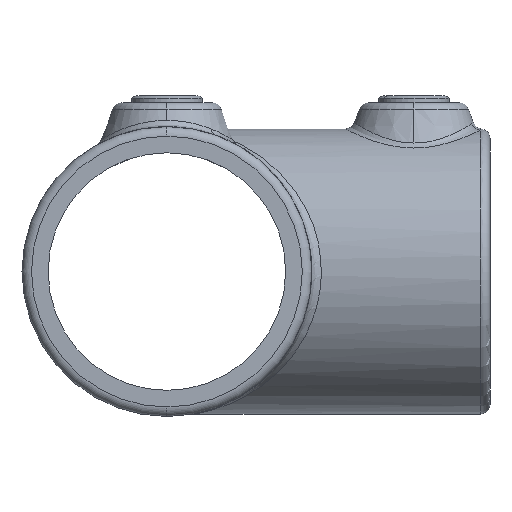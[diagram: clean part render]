
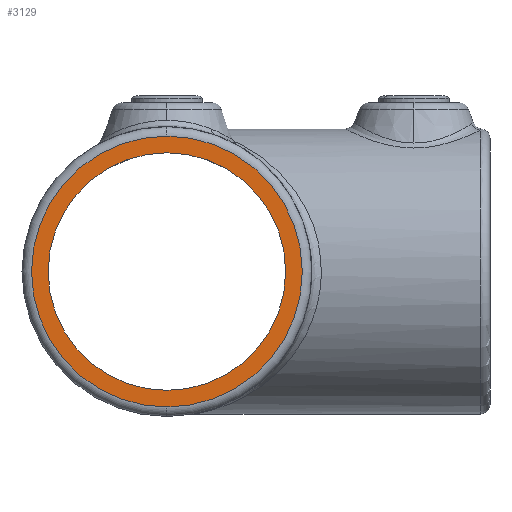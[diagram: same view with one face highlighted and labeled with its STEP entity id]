
A CAD part, left-side view. The second image highlights one B-rep face of the part: STEP entity #3129.
In plain terms, the highlighted planar face has unit normal (-1, 0, 0).
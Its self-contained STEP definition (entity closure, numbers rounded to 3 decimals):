
#224 = EDGE_CURVE ( 'NONE', #1524, #4141, #2830, .T. ) ;
#284 = ORIENTED_EDGE ( 'NONE', *, *, #1753, .T. ) ;
#361 = CARTESIAN_POINT ( 'NONE',  ( -69., 0., 0. ) ) ;
#411 = VERTEX_POINT ( 'NONE', #2250 ) ;
#503 = DIRECTION ( 'NONE',  ( 1., 0., 0. ) ) ;
#750 = DIRECTION ( 'NONE',  ( 0., 0., -1. ) ) ;
#773 = PLANE ( 'NONE',  #3488 ) ;
#848 = EDGE_LOOP ( 'NONE', ( #2120, #1454 ) ) ;
#904 = CARTESIAN_POINT ( 'NONE',  ( -69., 0., 0. ) ) ;
#1241 = DIRECTION ( 'NONE',  ( 0., 0., -1. ) ) ;
#1284 = DIRECTION ( 'NONE',  ( 0., 0., -1. ) ) ;
#1454 = ORIENTED_EDGE ( 'NONE', *, *, #224, .T. ) ;
#1495 = AXIS2_PLACEMENT_3D ( 'NONE', #1625, #3910, #1241 ) ;
#1524 = VERTEX_POINT ( 'NONE', #3215 ) ;
#1625 = CARTESIAN_POINT ( 'NONE',  ( -69., 0., 0. ) ) ;
#1753 = EDGE_CURVE ( 'NONE', #3796, #411, #3472, .T. ) ;
#1799 = FACE_OUTER_BOUND ( 'NONE', #2709, .T. ) ;
#1876 = ORIENTED_EDGE ( 'NONE', *, *, #3382, .T. ) ;
#2120 = ORIENTED_EDGE ( 'NONE', *, *, #3288, .T. ) ;
#2250 = CARTESIAN_POINT ( 'NONE',  ( -69., 0., -28.5 ) ) ;
#2322 = DIRECTION ( 'NONE',  ( 0., 0., -1. ) ) ;
#2408 = AXIS2_PLACEMENT_3D ( 'NONE', #361, #3037, #750 ) ;
#2709 = EDGE_LOOP ( 'NONE', ( #1876, #284 ) ) ;
#2765 = CARTESIAN_POINT ( 'NONE',  ( -69., 0., 28.5 ) ) ;
#2793 = CARTESIAN_POINT ( 'NONE',  ( -69., 0., 0. ) ) ;
#2830 = CIRCLE ( 'NONE', #1495, 25. ) ;
#3037 = DIRECTION ( 'NONE',  ( -1., 0., 0. ) ) ;
#3129 = ADVANCED_FACE ( 'NONE', ( #1799, #4477 ), #773, .F. ) ;
#3168 = DIRECTION ( 'NONE',  ( 0., 0., -1. ) ) ;
#3215 = CARTESIAN_POINT ( 'NONE',  ( -69., 0., -25. ) ) ;
#3288 = EDGE_CURVE ( 'NONE', #4141, #1524, #3468, .T. ) ;
#3338 = CARTESIAN_POINT ( 'NONE',  ( -69., 0., 25. ) ) ;
#3355 = CIRCLE ( 'NONE', #3999, 28.5 ) ;
#3382 = EDGE_CURVE ( 'NONE', #411, #3796, #3355, .T. ) ;
#3447 = CARTESIAN_POINT ( 'NONE',  ( -69., 0., 0. ) ) ;
#3468 = CIRCLE ( 'NONE', #3750, 25. ) ;
#3472 = CIRCLE ( 'NONE', #2408, 28.5 ) ;
#3488 = AXIS2_PLACEMENT_3D ( 'NONE', #3447, #4581, #2322 ) ;
#3576 = DIRECTION ( 'NONE',  ( -1., 0., 0. ) ) ;
#3750 = AXIS2_PLACEMENT_3D ( 'NONE', #2793, #503, #3168 ) ;
#3796 = VERTEX_POINT ( 'NONE', #2765 ) ;
#3910 = DIRECTION ( 'NONE',  ( 1., 0., 0. ) ) ;
#3999 = AXIS2_PLACEMENT_3D ( 'NONE', #904, #3576, #1284 ) ;
#4141 = VERTEX_POINT ( 'NONE', #3338 ) ;
#4477 = FACE_BOUND ( 'NONE', #848, .T. ) ;
#4581 = DIRECTION ( 'NONE',  ( 1., 0., 0. ) ) ;
